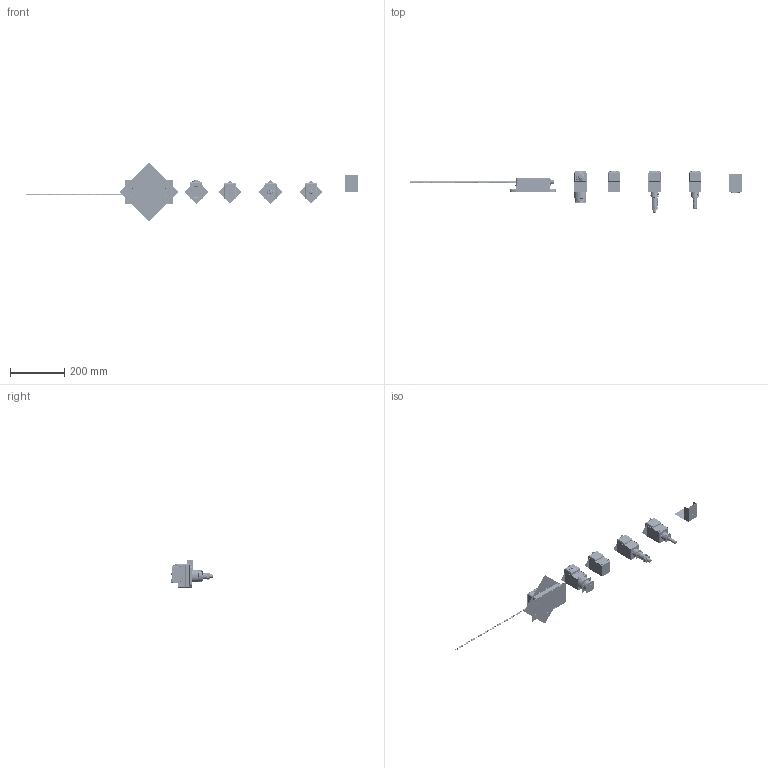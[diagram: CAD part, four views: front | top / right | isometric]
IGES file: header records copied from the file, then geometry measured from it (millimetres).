
Start section:  PTC IGES file: 218785.igs
Global section: file name: 218785.igs; native system: Creo Parametric by PTC Inc.; preprocessor: 2019292; author: PDMAdmin; organization: Unknown; date: 20200914.140247; units: millimetre
Bounding box: 1229.44 x 158.57 x 220.65 mm (x, y, z)
Volume: 820817 mm3; surface area: 3973732.8 mm2
Topology: 105 solids, 101 shells, 13998 faces, 75454 edges, 98318 vertices
Faces by surface type: revolution 8178, bspline 5812, extrusion 8
